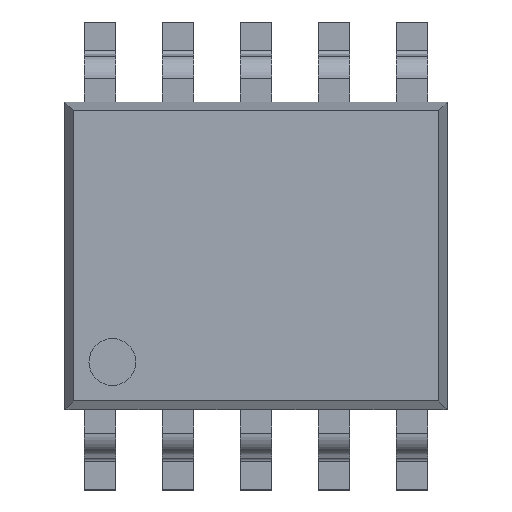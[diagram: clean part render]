
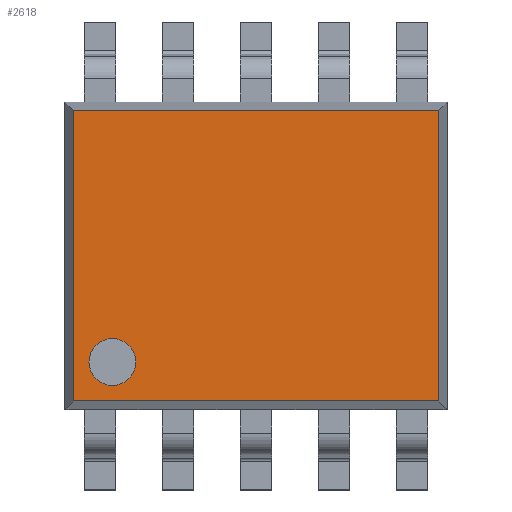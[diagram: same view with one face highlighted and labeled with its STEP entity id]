
A CAD part, top view. The second image highlights one B-rep face of the part: STEP entity #2618.
In plain terms, the highlighted planar face has unit normal (0, 0, 1).
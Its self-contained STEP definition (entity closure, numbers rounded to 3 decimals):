
#222 = DIRECTION ( 'NONE',  ( 0., 0., 1. ) ) ;
#232 = DIRECTION ( 'NONE',  ( 1., 0., 0. ) ) ;
#620 = AXIS2_PLACEMENT_3D ( 'NONE', #3769, #3089, #7177 ) ;
#914 = CARTESIAN_POINT ( 'NONE',  ( -2.142, -1.362, 1.54 ) ) ;
#936 = CARTESIAN_POINT ( 'NONE',  ( -2.342, 1.862, 1.54 ) ) ;
#1088 = EDGE_CURVE ( 'NONE', #2464, #2682, #5378, .T. ) ;
#1136 = ORIENTED_EDGE ( 'NONE', *, *, #1088, .F. ) ;
#1321 = CARTESIAN_POINT ( 'NONE',  ( -1.842, -1.362, 1.54 ) ) ;
#1479 = DIRECTION ( 'NONE',  ( 0., 1., 0. ) ) ;
#1480 = VERTEX_POINT ( 'NONE', #914 ) ;
#1561 = VERTEX_POINT ( 'NONE', #1633 ) ;
#1633 = CARTESIAN_POINT ( 'NONE',  ( -1.542, -1.362, 1.54 ) ) ;
#1926 = DIRECTION ( 'NONE',  ( 0., 0., 1. ) ) ;
#1971 = VERTEX_POINT ( 'NONE', #5367 ) ;
#2091 = EDGE_CURVE ( 'NONE', #1971, #2373, #3143, .T. ) ;
#2373 = VERTEX_POINT ( 'NONE', #3707 ) ;
#2403 = ORIENTED_EDGE ( 'NONE', *, *, #2091, .F. ) ;
#2464 = VERTEX_POINT ( 'NONE', #7106 ) ;
#2488 = CARTESIAN_POINT ( 'NONE',  ( 0., -1.862, 1.54 ) ) ;
#2556 = DIRECTION ( 'NONE',  ( -1., 0., 0. ) ) ;
#2595 = LINE ( 'NONE', #2488, #5089 ) ;
#2608 = VECTOR ( 'NONE', #5482, 1000. ) ;
#2618 = ADVANCED_FACE ( 'NONE', ( #4271, #4917 ), #3851, .F. ) ;
#2682 = VERTEX_POINT ( 'NONE', #936 ) ;
#3051 = ORIENTED_EDGE ( 'NONE', *, *, #6224, .F. ) ;
#3089 = DIRECTION ( 'NONE',  ( 0., 0., -1. ) ) ;
#3094 = DIRECTION ( 'NONE',  ( 1., 0., 0. ) ) ;
#3143 = LINE ( 'NONE', #6042, #2608 ) ;
#3611 = ORIENTED_EDGE ( 'NONE', *, *, #5249, .F. ) ;
#3615 = DIRECTION ( 'NONE',  ( 1., 0., 0. ) ) ;
#3707 = CARTESIAN_POINT ( 'NONE',  ( 2.342, -1.862, 1.54 ) ) ;
#3769 = CARTESIAN_POINT ( 'NONE',  ( 0., 0., 1.54 ) ) ;
#3797 = VECTOR ( 'NONE', #3615, 1000. ) ;
#3851 = PLANE ( 'NONE',  #620 ) ;
#4023 = ORIENTED_EDGE ( 'NONE', *, *, #6413, .F. ) ;
#4089 = AXIS2_PLACEMENT_3D ( 'NONE', #6440, #222, #3094 ) ;
#4259 = EDGE_CURVE ( 'NONE', #1561, #1480, #6705, .T. ) ;
#4271 = FACE_OUTER_BOUND ( 'NONE', #6334, .T. ) ;
#4698 = LINE ( 'NONE', #6366, #3797 ) ;
#4917 = FACE_BOUND ( 'NONE', #5069, .T. ) ;
#5069 = EDGE_LOOP ( 'NONE', ( #7051, #3611 ) ) ;
#5089 = VECTOR ( 'NONE', #2556, 1000. ) ;
#5249 = EDGE_CURVE ( 'NONE', #1480, #1561, #6533, .T. ) ;
#5367 = CARTESIAN_POINT ( 'NONE',  ( 2.342, 1.862, 1.54 ) ) ;
#5378 = LINE ( 'NONE', #5979, #6768 ) ;
#5482 = DIRECTION ( 'NONE',  ( 0., -1., 0. ) ) ;
#5979 = CARTESIAN_POINT ( 'NONE',  ( -2.342, 0., 1.54 ) ) ;
#6042 = CARTESIAN_POINT ( 'NONE',  ( 2.342, 0., 1.54 ) ) ;
#6190 = AXIS2_PLACEMENT_3D ( 'NONE', #1321, #1926, #232 ) ;
#6224 = EDGE_CURVE ( 'NONE', #2373, #2464, #2595, .T. ) ;
#6334 = EDGE_LOOP ( 'NONE', ( #3051, #2403, #4023, #1136 ) ) ;
#6366 = CARTESIAN_POINT ( 'NONE',  ( 0., 1.862, 1.54 ) ) ;
#6413 = EDGE_CURVE ( 'NONE', #2682, #1971, #4698, .T. ) ;
#6440 = CARTESIAN_POINT ( 'NONE',  ( -1.842, -1.362, 1.54 ) ) ;
#6533 = CIRCLE ( 'NONE', #6190, 0.3 ) ;
#6705 = CIRCLE ( 'NONE', #4089, 0.3 ) ;
#6768 = VECTOR ( 'NONE', #1479, 1000. ) ;
#7051 = ORIENTED_EDGE ( 'NONE', *, *, #4259, .F. ) ;
#7106 = CARTESIAN_POINT ( 'NONE',  ( -2.342, -1.862, 1.54 ) ) ;
#7177 = DIRECTION ( 'NONE',  ( 0., -1., 0. ) ) ;
